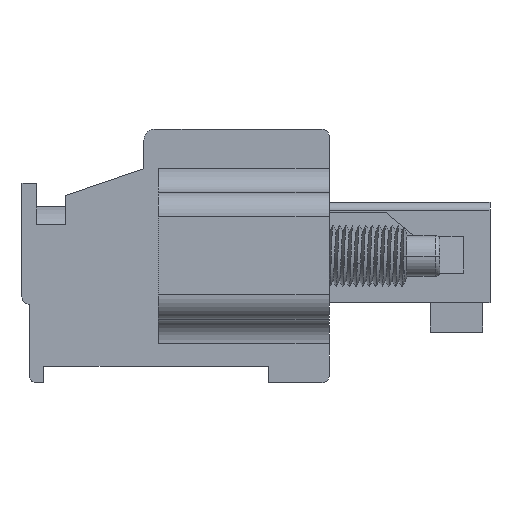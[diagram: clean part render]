
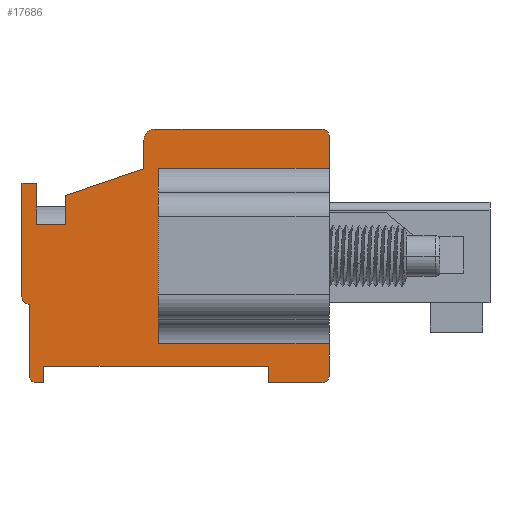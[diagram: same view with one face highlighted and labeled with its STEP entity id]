
A CAD part, left-side view. The second image highlights one B-rep face of the part: STEP entity #17686.
In plain terms, the highlighted planar face has unit normal (-1, 0, 0).
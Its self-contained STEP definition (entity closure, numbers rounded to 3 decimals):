
#6487=DIRECTION('',(0.,0.,-1.));
#6488=VECTOR('',#6487,1.3);
#6489=CARTESIAN_POINT('',(0.,0.,-3.6));
#6490=LINE('',#6489,#6488);
#6491=CARTESIAN_POINT('',(0.,0.3,-4.9));
#6492=DIRECTION('',(-1.,0.,0.));
#6493=DIRECTION('',(0.,0.,-1.));
#6494=AXIS2_PLACEMENT_3D('',#6491,#6492,#6493);
#6496=DIRECTION('',(0.,1.,0.));
#6497=VECTOR('',#6496,2.2);
#6498=CARTESIAN_POINT('',(0.,0.3,-5.2));
#6499=LINE('',#6498,#6497);
#6500=DIRECTION('',(0.,0.,-1.));
#6501=VECTOR('',#6500,0.675);
#6502=CARTESIAN_POINT('',(0.,2.5,-4.525));
#6503=LINE('',#6502,#6501);
#6504=DIRECTION('',(0.,-1.,0.));
#6505=VECTOR('',#6504,9.2);
#6506=CARTESIAN_POINT('',(0.,11.7,-4.525));
#6507=LINE('',#6506,#6505);
#6508=DIRECTION('',(0.,0.,1.));
#6509=VECTOR('',#6508,0.675);
#6510=CARTESIAN_POINT('',(0.,11.7,-5.2));
#6511=LINE('',#6510,#6509);
#6512=DIRECTION('',(0.,1.,0.));
#6513=VECTOR('',#6512,0.3);
#6514=CARTESIAN_POINT('',(0.,11.7,-5.2));
#6515=LINE('',#6514,#6513);
#6516=CARTESIAN_POINT('',(0.,12.,-4.9));
#6517=DIRECTION('',(1.,0.,0.));
#6518=DIRECTION('',(0.,0.,-1.));
#6519=AXIS2_PLACEMENT_3D('',#6516,#6517,#6518);
#6521=DIRECTION('',(0.,0.,-1.));
#6522=VECTOR('',#6521,2.92);
#6523=CARTESIAN_POINT('',(0.,12.3,-1.98));
#6524=LINE('',#6523,#6522);
#6525=CARTESIAN_POINT('',(0.,12.3,-1.68));
#6526=DIRECTION('',(-1.,0.,0.));
#6527=DIRECTION('',(0.,1.,0.));
#6528=AXIS2_PLACEMENT_3D('',#6525,#6526,#6527);
#6530=DIRECTION('',(0.,0.,1.));
#6531=VECTOR('',#6530,4.655);
#6532=CARTESIAN_POINT('',(0.,12.6,-1.68));
#6533=LINE('',#6532,#6531);
#6534=DIRECTION('',(0.,1.,0.));
#6535=VECTOR('',#6534,0.6);
#6536=CARTESIAN_POINT('',(0.,12.,2.975));
#6537=LINE('',#6536,#6535);
#6538=DIRECTION('',(0.,0.,1.));
#6539=VECTOR('',#6538,1.675);
#6540=CARTESIAN_POINT('',(0.,12.,1.3));
#6541=LINE('',#6540,#6539);
#6542=DIRECTION('',(0.,1.,0.));
#6543=VECTOR('',#6542,1.2);
#6544=CARTESIAN_POINT('',(0.,10.8,1.3));
#6545=LINE('',#6544,#6543);
#6546=DIRECTION('',(0.,0.,-1.));
#6547=VECTOR('',#6546,1.18);
#6548=CARTESIAN_POINT('',(0.,10.8,2.48));
#6549=LINE('',#6548,#6547);
#6550=DIRECTION('',(0.,0.946,-0.325));
#6551=VECTOR('',#6550,3.384);
#6552=CARTESIAN_POINT('',(0.,7.6,3.58));
#6553=LINE('',#6552,#6551);
#6554=DIRECTION('',(0.,0.,-1.));
#6555=VECTOR('',#6554,1.17);
#6556=CARTESIAN_POINT('',(0.,7.6,4.75));
#6557=LINE('',#6556,#6555);
#6558=CARTESIAN_POINT('',(0.,7.15,4.75));
#6559=DIRECTION('',(-1.,0.,0.));
#6560=DIRECTION('',(0.,0.,1.));
#6561=AXIS2_PLACEMENT_3D('',#6558,#6559,#6560);
#6563=DIRECTION('',(0.,-1.,0.));
#6564=VECTOR('',#6563,6.85);
#6565=CARTESIAN_POINT('',(0.,7.15,5.2));
#6566=LINE('',#6565,#6564);
#6567=CARTESIAN_POINT('',(0.,0.3,4.9));
#6568=DIRECTION('',(-1.,0.,0.));
#6569=DIRECTION('',(0.,-1.,0.));
#6570=AXIS2_PLACEMENT_3D('',#6567,#6568,#6569);
#6572=DIRECTION('',(0.,0.,-1.));
#6573=VECTOR('',#6572,1.3);
#6574=CARTESIAN_POINT('',(0.,0.,4.9));
#6575=LINE('',#6574,#6573);
#6600=DIRECTION('',(0.,0.,1.));
#6601=VECTOR('',#6600,7.2);
#6602=CARTESIAN_POINT('',(0.,7.,-3.6));
#6603=LINE('',#6602,#6601);
#6848=DIRECTION('',(0.,1.,0.));
#6849=VECTOR('',#6848,7.);
#6850=CARTESIAN_POINT('',(0.,0.,3.6));
#6851=LINE('',#6850,#6849);
#6902=DIRECTION('',(0.,-1.,0.));
#6903=VECTOR('',#6902,7.);
#6904=CARTESIAN_POINT('',(0.,7.,-3.6));
#6905=LINE('',#6904,#6903);
#7853=CARTESIAN_POINT('',(0.,0.3,-5.2));
#7854=CARTESIAN_POINT('',(0.,2.5,-5.2));
#7855=VERTEX_POINT('',#7853);
#7856=VERTEX_POINT('',#7854);
#7857=CARTESIAN_POINT('',(0.,11.7,-5.2));
#7858=CARTESIAN_POINT('',(0.,12.,-5.2));
#7859=VERTEX_POINT('',#7857);
#7860=VERTEX_POINT('',#7858);
#7861=CARTESIAN_POINT('',(0.,12.6,-1.68));
#7862=CARTESIAN_POINT('',(0.,12.6,2.975));
#7863=VERTEX_POINT('',#7861);
#7864=VERTEX_POINT('',#7862);
#7865=CARTESIAN_POINT('',(0.,7.15,5.2));
#7866=CARTESIAN_POINT('',(0.,0.3,5.2));
#7867=VERTEX_POINT('',#7865);
#7868=VERTEX_POINT('',#7866);
#7869=CARTESIAN_POINT('',(0.,12.3,-1.98));
#7870=CARTESIAN_POINT('',(0.,12.3,-4.9));
#7871=VERTEX_POINT('',#7869);
#7872=VERTEX_POINT('',#7870);
#7873=CARTESIAN_POINT('',(0.,11.7,-4.525));
#7874=VERTEX_POINT('',#7873);
#7875=CARTESIAN_POINT('',(0.,2.5,-4.525));
#7876=VERTEX_POINT('',#7875);
#7877=CARTESIAN_POINT('',(0.,7.6,4.75));
#7878=CARTESIAN_POINT('',(0.,7.6,3.58));
#7879=VERTEX_POINT('',#7877);
#7880=VERTEX_POINT('',#7878);
#7881=CARTESIAN_POINT('',(0.,10.8,2.48));
#7882=VERTEX_POINT('',#7881);
#7883=CARTESIAN_POINT('',(0.,10.8,1.3));
#7884=VERTEX_POINT('',#7883);
#7885=CARTESIAN_POINT('',(0.,12.,1.3));
#7886=VERTEX_POINT('',#7885);
#7887=CARTESIAN_POINT('',(0.,12.,2.975));
#7888=VERTEX_POINT('',#7887);
#7889=CARTESIAN_POINT('',(0.,0.,-4.9));
#7890=VERTEX_POINT('',#7889);
#7891=CARTESIAN_POINT('',(0.,0.,4.9));
#7892=VERTEX_POINT('',#7891);
#7893=CARTESIAN_POINT('',(0.,7.,-3.6));
#7894=CARTESIAN_POINT('',(0.,7.,3.6));
#7895=VERTEX_POINT('',#7893);
#7896=VERTEX_POINT('',#7894);
#7897=CARTESIAN_POINT('',(0.,0.,3.6));
#7898=VERTEX_POINT('',#7897);
#7899=CARTESIAN_POINT('',(0.,0.,-3.6));
#7900=VERTEX_POINT('',#7899);
#17649=CARTESIAN_POINT('',(0.,15.745,-11.8));
#17650=DIRECTION('',(-1.,0.,0.));
#17651=DIRECTION('',(0.,-1.,0.));
#17652=AXIS2_PLACEMENT_3D('',#17649,#17650,#17651);
#17653=PLANE('',#17652);
#17655=ORIENTED_EDGE('',*,*,#17654,.F.);
#17657=ORIENTED_EDGE('',*,*,#17656,.T.);
#17658=ORIENTED_EDGE('',*,*,#8956,.T.);
#17659=ORIENTED_EDGE('',*,*,#14852,.F.);
#17660=ORIENTED_EDGE('',*,*,#14787,.T.);
#17662=ORIENTED_EDGE('',*,*,#17661,.F.);
#17664=ORIENTED_EDGE('',*,*,#17663,.F.);
#17666=ORIENTED_EDGE('',*,*,#17665,.F.);
#17667=ORIENTED_EDGE('',*,*,#14826,.T.);
#17668=ORIENTED_EDGE('',*,*,#17644,.T.);
#17669=ORIENTED_EDGE('',*,*,#17631,.F.);
#17670=ORIENTED_EDGE('',*,*,#17617,.F.);
#17671=ORIENTED_EDGE('',*,*,#15995,.T.);
#17672=ORIENTED_EDGE('',*,*,#15981,.F.);
#17673=ORIENTED_EDGE('',*,*,#15967,.F.);
#17674=ORIENTED_EDGE('',*,*,#15884,.F.);
#17675=ORIENTED_EDGE('',*,*,#15843,.F.);
#17676=ORIENTED_EDGE('',*,*,#15825,.F.);
#17677=ORIENTED_EDGE('',*,*,#15811,.F.);
#17678=ORIENTED_EDGE('',*,*,#15797,.F.);
#17679=ORIENTED_EDGE('',*,*,#14963,.T.);
#17680=ORIENTED_EDGE('',*,*,#14642,.F.);
#17681=ORIENTED_EDGE('',*,*,#8972,.T.);
#17683=ORIENTED_EDGE('',*,*,#17682,.T.);
#17684=EDGE_LOOP('',(#17655,#17657,#17658,#17659,#17660,#17662,#17664,#17666,
#17667,#17668,#17669,#17670,#17671,#17672,#17673,#17674,#17675,#17676,#17677,
#17678,#17679,#17680,#17681,#17683));
#17685=FACE_OUTER_BOUND('',#17684,.F.);
#17686=ADVANCED_FACE('',(#17685),#17653,.T.);
#6495=CIRCLE('',#6494,0.3);
#6520=CIRCLE('',#6519,0.3);
#6529=CIRCLE('',#6528,0.3);
#6562=CIRCLE('',#6561,0.45);
#6571=CIRCLE('',#6570,0.3);
#8956=EDGE_CURVE('',#7900,#7890,#6490,.T.);
#8972=EDGE_CURVE('',#7892,#7898,#6575,.T.);
#14642=EDGE_CURVE('',#7892,#7868,#6571,.T.);
#14787=EDGE_CURVE('',#7855,#7856,#6499,.T.);
#14826=EDGE_CURVE('',#7859,#7860,#6515,.T.);
#14852=EDGE_CURVE('',#7855,#7890,#6495,.T.);
#14963=EDGE_CURVE('',#7867,#7868,#6566,.T.);
#15797=EDGE_CURVE('',#7867,#7879,#6562,.T.);
#15811=EDGE_CURVE('',#7879,#7880,#6557,.T.);
#15825=EDGE_CURVE('',#7880,#7882,#6553,.T.);
#15843=EDGE_CURVE('',#7882,#7884,#6549,.T.);
#15884=EDGE_CURVE('',#7884,#7886,#6545,.T.);
#15967=EDGE_CURVE('',#7886,#7888,#6541,.T.);
#15981=EDGE_CURVE('',#7888,#7864,#6537,.T.);
#15995=EDGE_CURVE('',#7863,#7864,#6533,.T.);
#17617=EDGE_CURVE('',#7863,#7871,#6529,.T.);
#17631=EDGE_CURVE('',#7871,#7872,#6524,.T.);
#17644=EDGE_CURVE('',#7860,#7872,#6520,.T.);
#17654=EDGE_CURVE('',#7895,#7896,#6603,.T.);
#17656=EDGE_CURVE('',#7895,#7900,#6905,.T.);
#17661=EDGE_CURVE('',#7876,#7856,#6503,.T.);
#17663=EDGE_CURVE('',#7874,#7876,#6507,.T.);
#17665=EDGE_CURVE('',#7859,#7874,#6511,.T.);
#17682=EDGE_CURVE('',#7898,#7896,#6851,.T.);
